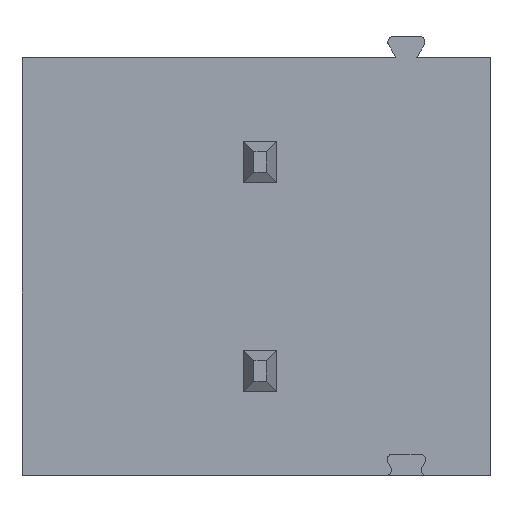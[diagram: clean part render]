
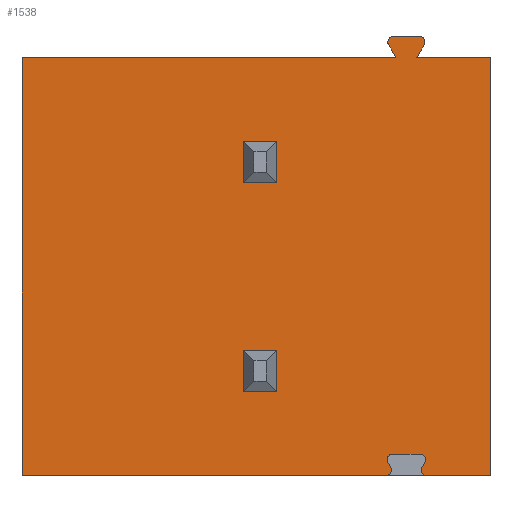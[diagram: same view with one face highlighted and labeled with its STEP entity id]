
A CAD part, front view. The second image highlights one B-rep face of the part: STEP entity #1538.
In plain terms, the highlighted planar face has unit normal (0, -1, 0).
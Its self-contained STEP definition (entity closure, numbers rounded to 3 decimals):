
#41=DIRECTION('',(1.,0.,0.));
#42=VECTOR('',#41,1.515);
#43=CARTESIAN_POINT('',(4.082,-9.,-7.5));
#44=LINE('',#43,#42);
#78=DIRECTION('',(1.,0.,0.));
#79=VECTOR('',#78,8.715);
#80=CARTESIAN_POINT('',(-5.603,-9.,-7.5));
#81=LINE('',#80,#79);
#122=DIRECTION('',(0.5,0.,-0.866));
#123=VECTOR('',#122,0.139);
#124=CARTESIAN_POINT('',(3.155,-9.,-7.185));
#125=LINE('',#124,#123);
#126=CARTESIAN_POINT('',(3.112,-9.,-7.37));
#127=DIRECTION('',(0.,-1.,0.));
#128=DIRECTION('',(0.,0.,-1.));
#129=AXIS2_PLACEMENT_3D('',#126,#127,#128);
#131=DIRECTION('',(0.,0.,1.));
#132=VECTOR('',#131,10.);
#133=CARTESIAN_POINT('',(-5.603,-9.,-7.5));
#134=LINE('',#133,#132);
#135=DIRECTION('',(0.5,0.,-0.866));
#136=VECTOR('',#135,0.352);
#137=CARTESIAN_POINT('',(3.171,-9.,2.805));
#138=LINE('',#137,#136);
#139=CARTESIAN_POINT('',(3.283,-9.,2.87));
#140=DIRECTION('',(0.,-1.,0.));
#141=DIRECTION('',(0.,0.,1.));
#142=AXIS2_PLACEMENT_3D('',#139,#140,#141);
#144=DIRECTION('',(-1.,0.,0.));
#145=VECTOR('',#144,0.627);
#146=CARTESIAN_POINT('',(3.91,-9.,3.));
#147=LINE('',#146,#145);
#148=CARTESIAN_POINT('',(3.91,-9.,2.87));
#149=DIRECTION('',(0.,-1.,0.));
#150=DIRECTION('',(0.866,0.,-0.5));
#151=AXIS2_PLACEMENT_3D('',#148,#149,#150);
#153=DIRECTION('',(0.5,0.,0.866));
#154=VECTOR('',#153,0.352);
#155=CARTESIAN_POINT('',(3.847,-9.,2.5));
#156=LINE('',#155,#154);
#157=CARTESIAN_POINT('',(4.082,-9.,-7.37));
#158=DIRECTION('',(0.,-1.,0.));
#159=DIRECTION('',(-0.866,0.,0.5));
#160=AXIS2_PLACEMENT_3D('',#157,#158,#159);
#162=DIRECTION('',(0.5,0.,0.866));
#163=VECTOR('',#162,0.139);
#164=CARTESIAN_POINT('',(3.969,-9.,-7.305));
#165=LINE('',#164,#163);
#166=CARTESIAN_POINT('',(3.926,-9.,-7.12));
#167=DIRECTION('',(0.,-1.,0.));
#168=DIRECTION('',(0.866,0.,-0.5));
#169=AXIS2_PLACEMENT_3D('',#166,#167,#168);
#171=DIRECTION('',(-1.,0.,0.));
#172=VECTOR('',#171,0.659);
#173=CARTESIAN_POINT('',(3.926,-9.,-6.99));
#174=LINE('',#173,#172);
#175=CARTESIAN_POINT('',(3.268,-9.,-7.12));
#176=DIRECTION('',(0.,-1.,0.));
#177=DIRECTION('',(0.,0.,1.));
#178=AXIS2_PLACEMENT_3D('',#175,#176,#177);
#180=DIRECTION('',(-1.,0.,0.));
#181=VECTOR('',#180,0.8);
#182=CARTESIAN_POINT('',(0.497,-9.,0.5));
#183=LINE('',#182,#181);
#184=DIRECTION('',(0.,0.,-1.));
#185=VECTOR('',#184,1.);
#186=CARTESIAN_POINT('',(-0.303,-9.,0.5));
#187=LINE('',#186,#185);
#188=DIRECTION('',(-1.,0.,0.));
#189=VECTOR('',#188,0.8);
#190=CARTESIAN_POINT('',(0.497,-9.,-0.5));
#191=LINE('',#190,#189);
#192=DIRECTION('',(0.,0.,-1.));
#193=VECTOR('',#192,1.);
#194=CARTESIAN_POINT('',(0.497,-9.,0.5));
#195=LINE('',#194,#193);
#196=DIRECTION('',(-1.,0.,0.));
#197=VECTOR('',#196,0.8);
#198=CARTESIAN_POINT('',(0.497,-9.,-4.5));
#199=LINE('',#198,#197);
#200=DIRECTION('',(0.,0.,-1.));
#201=VECTOR('',#200,1.);
#202=CARTESIAN_POINT('',(-0.303,-9.,-4.5));
#203=LINE('',#202,#201);
#204=DIRECTION('',(-1.,0.,0.));
#205=VECTOR('',#204,0.8);
#206=CARTESIAN_POINT('',(0.497,-9.,-5.5));
#207=LINE('',#206,#205);
#208=DIRECTION('',(0.,0.,-1.));
#209=VECTOR('',#208,1.);
#210=CARTESIAN_POINT('',(0.497,-9.,-4.5));
#211=LINE('',#210,#209);
#280=DIRECTION('',(0.,0.,1.));
#281=VECTOR('',#280,10.);
#282=CARTESIAN_POINT('',(5.597,-9.,-7.5));
#283=LINE('',#282,#281);
#324=DIRECTION('',(1.,0.,0.));
#325=VECTOR('',#324,8.95);
#326=CARTESIAN_POINT('',(-5.603,-9.,2.5));
#327=LINE('',#326,#325);
#361=DIRECTION('',(1.,0.,0.));
#362=VECTOR('',#361,1.75);
#363=CARTESIAN_POINT('',(3.847,-9.,2.5));
#364=LINE('',#363,#362);
#1111=CARTESIAN_POINT('',(5.597,-9.,-7.5));
#1113=VERTEX_POINT('',#1111);
#1127=CARTESIAN_POINT('',(-5.603,-9.,-7.5));
#1128=VERTEX_POINT('',#1127);
#1129=CARTESIAN_POINT('',(5.597,-9.,2.5));
#1131=VERTEX_POINT('',#1129);
#1145=CARTESIAN_POINT('',(-5.603,-9.,2.5));
#1146=VERTEX_POINT('',#1145);
#1167=CARTESIAN_POINT('',(3.91,-9.,3.));
#1168=CARTESIAN_POINT('',(3.283,-9.,3.));
#1169=VERTEX_POINT('',#1167);
#1170=VERTEX_POINT('',#1168);
#1171=CARTESIAN_POINT('',(3.171,-9.,2.805));
#1172=VERTEX_POINT('',#1171);
#1173=CARTESIAN_POINT('',(4.023,-9.,2.805));
#1174=VERTEX_POINT('',#1173);
#1187=CARTESIAN_POINT('',(3.347,-9.,2.5));
#1188=VERTEX_POINT('',#1187);
#1189=CARTESIAN_POINT('',(3.847,-9.,2.5));
#1190=VERTEX_POINT('',#1189);
#1207=CARTESIAN_POINT('',(3.112,-9.,-7.5));
#1208=VERTEX_POINT('',#1207);
#1209=CARTESIAN_POINT('',(4.082,-9.,-7.5));
#1210=VERTEX_POINT('',#1209);
#1211=CARTESIAN_POINT('',(3.155,-9.,-7.185));
#1212=CARTESIAN_POINT('',(3.224,-9.,-7.305));
#1213=VERTEX_POINT('',#1211);
#1214=VERTEX_POINT('',#1212);
#1215=CARTESIAN_POINT('',(3.969,-9.,-7.305));
#1216=VERTEX_POINT('',#1215);
#1217=CARTESIAN_POINT('',(4.039,-9.,-7.185));
#1218=VERTEX_POINT('',#1217);
#1219=CARTESIAN_POINT('',(3.926,-9.,-6.99));
#1220=VERTEX_POINT('',#1219);
#1221=CARTESIAN_POINT('',(3.268,-9.,-6.99));
#1222=VERTEX_POINT('',#1221);
#1243=CARTESIAN_POINT('',(0.497,-9.,0.5));
#1244=CARTESIAN_POINT('',(-0.303,-9.,0.5));
#1245=VERTEX_POINT('',#1243);
#1246=VERTEX_POINT('',#1244);
#1247=CARTESIAN_POINT('',(0.497,-9.,-0.5));
#1248=CARTESIAN_POINT('',(-0.303,-9.,-0.5));
#1249=VERTEX_POINT('',#1247);
#1250=VERTEX_POINT('',#1248);
#1365=CARTESIAN_POINT('',(0.497,-9.,-4.5));
#1366=CARTESIAN_POINT('',(-0.303,-9.,-4.5));
#1367=VERTEX_POINT('',#1365);
#1368=VERTEX_POINT('',#1366);
#1369=CARTESIAN_POINT('',(0.497,-9.,-5.5));
#1370=CARTESIAN_POINT('',(-0.303,-9.,-5.5));
#1371=VERTEX_POINT('',#1369);
#1372=VERTEX_POINT('',#1370);
#1478=CARTESIAN_POINT('',(-5.603,-9.,-7.5));
#1479=DIRECTION('',(0.,-1.,0.));
#1480=DIRECTION('',(1.,0.,0.));
#1481=AXIS2_PLACEMENT_3D('',#1478,#1479,#1480);
#1482=PLANE('',#1481);
#1484=ORIENTED_EDGE('',*,*,#1483,.T.);
#1485=ORIENTED_EDGE('',*,*,#1470,.F.);
#1486=ORIENTED_EDGE('',*,*,#1434,.F.);
#1488=ORIENTED_EDGE('',*,*,#1487,.T.);
#1490=ORIENTED_EDGE('',*,*,#1489,.T.);
#1492=ORIENTED_EDGE('',*,*,#1491,.F.);
#1494=ORIENTED_EDGE('',*,*,#1493,.F.);
#1496=ORIENTED_EDGE('',*,*,#1495,.F.);
#1498=ORIENTED_EDGE('',*,*,#1497,.F.);
#1500=ORIENTED_EDGE('',*,*,#1499,.F.);
#1502=ORIENTED_EDGE('',*,*,#1501,.T.);
#1504=ORIENTED_EDGE('',*,*,#1503,.F.);
#1505=ORIENTED_EDGE('',*,*,#1416,.F.);
#1507=ORIENTED_EDGE('',*,*,#1506,.F.);
#1509=ORIENTED_EDGE('',*,*,#1508,.T.);
#1511=ORIENTED_EDGE('',*,*,#1510,.T.);
#1513=ORIENTED_EDGE('',*,*,#1512,.T.);
#1515=ORIENTED_EDGE('',*,*,#1514,.T.);
#1516=EDGE_LOOP('',(#1484,#1485,#1486,#1488,#1490,#1492,#1494,#1496,#1498,#1500,
#1502,#1504,#1505,#1507,#1509,#1511,#1513,#1515));
#1517=FACE_OUTER_BOUND('',#1516,.F.);
#1519=ORIENTED_EDGE('',*,*,#1518,.T.);
#1521=ORIENTED_EDGE('',*,*,#1520,.T.);
#1523=ORIENTED_EDGE('',*,*,#1522,.F.);
#1525=ORIENTED_EDGE('',*,*,#1524,.F.);
#1526=EDGE_LOOP('',(#1519,#1521,#1523,#1525));
#1527=FACE_BOUND('',#1526,.F.);
#1529=ORIENTED_EDGE('',*,*,#1528,.T.);
#1531=ORIENTED_EDGE('',*,*,#1530,.T.);
#1533=ORIENTED_EDGE('',*,*,#1532,.F.);
#1535=ORIENTED_EDGE('',*,*,#1534,.F.);
#1536=EDGE_LOOP('',(#1529,#1531,#1533,#1535));
#1537=FACE_BOUND('',#1536,.F.);
#130=CIRCLE('',#129,0.13);
#143=CIRCLE('',#142,0.13);
#152=CIRCLE('',#151,0.13);
#161=CIRCLE('',#160,0.13);
#170=CIRCLE('',#169,0.13);
#179=CIRCLE('',#178,0.13);
#1416=EDGE_CURVE('',#1210,#1113,#44,.T.);
#1434=EDGE_CURVE('',#1128,#1208,#81,.T.);
#1470=EDGE_CURVE('',#1208,#1214,#130,.T.);
#1483=EDGE_CURVE('',#1213,#1214,#125,.T.);
#1487=EDGE_CURVE('',#1128,#1146,#134,.T.);
#1489=EDGE_CURVE('',#1146,#1188,#327,.T.);
#1491=EDGE_CURVE('',#1172,#1188,#138,.T.);
#1493=EDGE_CURVE('',#1170,#1172,#143,.T.);
#1495=EDGE_CURVE('',#1169,#1170,#147,.T.);
#1497=EDGE_CURVE('',#1174,#1169,#152,.T.);
#1499=EDGE_CURVE('',#1190,#1174,#156,.T.);
#1501=EDGE_CURVE('',#1190,#1131,#364,.T.);
#1503=EDGE_CURVE('',#1113,#1131,#283,.T.);
#1506=EDGE_CURVE('',#1216,#1210,#161,.T.);
#1508=EDGE_CURVE('',#1216,#1218,#165,.T.);
#1510=EDGE_CURVE('',#1218,#1220,#170,.T.);
#1512=EDGE_CURVE('',#1220,#1222,#174,.T.);
#1514=EDGE_CURVE('',#1222,#1213,#179,.T.);
#1518=EDGE_CURVE('',#1245,#1246,#183,.T.);
#1520=EDGE_CURVE('',#1246,#1250,#187,.T.);
#1522=EDGE_CURVE('',#1249,#1250,#191,.T.);
#1524=EDGE_CURVE('',#1245,#1249,#195,.T.);
#1528=EDGE_CURVE('',#1367,#1368,#199,.T.);
#1530=EDGE_CURVE('',#1368,#1372,#203,.T.);
#1532=EDGE_CURVE('',#1371,#1372,#207,.T.);
#1534=EDGE_CURVE('',#1367,#1371,#211,.T.);
#1538=ADVANCED_FACE('',(#1517,#1527,#1537),#1482,.T.);
